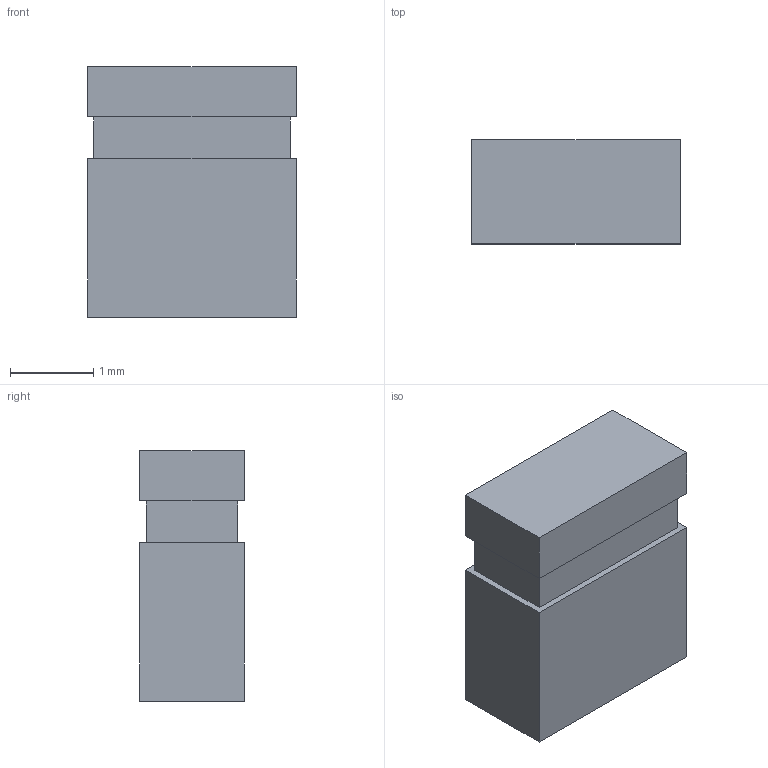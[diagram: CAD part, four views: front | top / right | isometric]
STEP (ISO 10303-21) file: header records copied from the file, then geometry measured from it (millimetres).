
FILE_DESCRIPTION(/* description */ ('Unknown'),/* implementation_level */ '2;1');
FILE_NAME(/* name */ '62200213421',/* time_stamp */ '2020-11-19T09:09:41+01:00',/* author */ ('Unknown'),/* organization */ ('Unknown'),/* preprocessor_version */ 'ST-DEVELOPER v16.7',/* originating_system */ 'DEX',/* authorisation */ $);
FILE_SCHEMA (('AUTOMOTIVE_DESIGN {1 0 10303 214 3 1 1}'));
Length unit declared in the file: millimetre
Products named in the file (3): 62200213421; 62200213421_PIN
Assembly tree (2 placements, depth 2):
  62200213421
    62200213421
    62200213421_PIN
Bounding box: 2.5 x 1.25 x 3 mm (x, y, z)
Volume: 6.6 mm3; surface area: 56.6 mm2
Topology: 2 solids, 2 shells, 117 faces, 298 edges, 188 vertices
Faces by surface type: plane 89, cylinder 24, bspline 4
Entity records: 3604 total; most frequent: CARTESIAN_POINT 694, ORIENTED_EDGE 596, DIRECTION 570, EDGE_CURVE 298, LINE 242, VECTOR 242, VERTEX_POINT 188, AXIS2_PLACEMENT_3D 164
